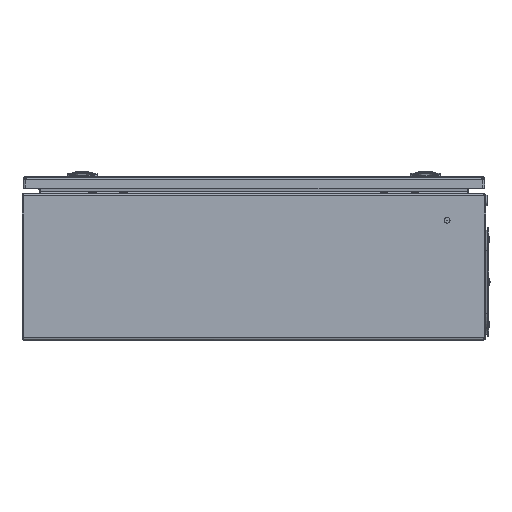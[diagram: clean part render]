
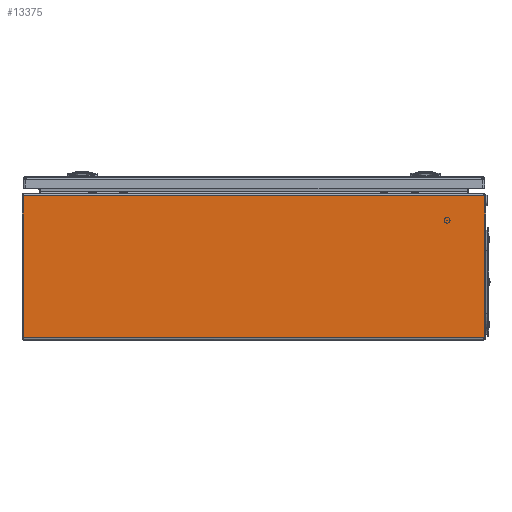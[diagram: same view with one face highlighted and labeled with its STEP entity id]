
A CAD part, left-side view. The second image highlights one B-rep face of the part: STEP entity #13375.
In plain terms, the highlighted planar face has unit normal (-1, 0, 0).
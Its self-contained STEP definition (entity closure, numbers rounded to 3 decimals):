
#13258 = VERTEX_POINT ( 'NONE', #45798 ) ;
#13261 = EDGE_CURVE ( 'NONE', #13386, #13258, #45797, .T. ) ;
#13328 = ORIENTED_EDGE ( 'NONE', *, *, #13329, .T. ) ;
#13329 = EDGE_CURVE ( 'NONE', #13330, #13386, #45855, .T. ) ;
#13330 = VERTEX_POINT ( 'NONE', #45916 ) ;
#13332 = ORIENTED_EDGE ( 'NONE', *, *, #13261, .T. ) ;
#13334 = ORIENTED_EDGE ( 'NONE', *, *, #13335, .T. ) ;
#13335 = EDGE_CURVE ( 'NONE', #13258, #13364, #45915, .T. ) ;
#13337 = ORIENTED_EDGE ( 'NONE', *, *, #13363, .T. ) ;
#13339 = ORIENTED_EDGE ( 'NONE', *, *, #13341, .T. ) ;
#13341 = EDGE_CURVE ( 'NONE', #13358, #13342, #45911, .T. ) ;
#13342 = VERTEX_POINT ( 'NONE', #45906 ) ;
#13343 = ORIENTED_EDGE ( 'NONE', *, *, #13345, .T. ) ;
#13345 = EDGE_CURVE ( 'NONE', #13342, #13330, #45905, .T. ) ;
#13358 = VERTEX_POINT ( 'NONE', #45884 ) ;
#13363 = EDGE_CURVE ( 'NONE', #13364, #13358, #45946, .T. ) ;
#13364 = VERTEX_POINT ( 'NONE', #45942 ) ;
#13375 = ADVANCED_FACE ( 'NONE', ( #45932 ), #45931, .T. ) ;
#13377 = EDGE_LOOP ( 'NONE', ( #13328, #13332, #13334, #13337, #13339, #13343 ) ) ;
#13386 = VERTEX_POINT ( 'NONE', #45976 ) ;
#45794 = DIRECTION ( 'NONE',  ( 0., 0., -1. ) ) ;
#45795 = VECTOR ( 'NONE', #45794, 1000. ) ;
#45796 = CARTESIAN_POINT ( 'NONE',  ( -300., 298.499, 188.5 ) ) ;
#45797 = LINE ( 'NONE', #45796, #45795 ) ;
#45798 = CARTESIAN_POINT ( 'NONE',  ( -300., 298.499, 3. ) ) ;
#45851 = DIRECTION ( 'NONE',  ( 0., -1., 0. ) ) ;
#45852 = DIRECTION ( 'NONE',  ( -1., 0., 0. ) ) ;
#45853 = CARTESIAN_POINT ( 'NONE',  ( -300., 293.499, 186.502 ) ) ;
#45854 = AXIS2_PLACEMENT_3D ( 'NONE', #45853, #45852, #45851 ) ;
#45855 = CIRCLE ( 'NONE', #45854, 5. ) ;
#45884 = CARTESIAN_POINT ( 'NONE',  ( -300., -298.499, 186.502 ) ) ;
#45902 = DIRECTION ( 'NONE',  ( 0., 1., 0. ) ) ;
#45903 = VECTOR ( 'NONE', #45902, 1000. ) ;
#45904 = CARTESIAN_POINT ( 'NONE',  ( -300., -3283.492, 187. ) ) ;
#45905 = LINE ( 'NONE', #45904, #45903 ) ;
#45906 = CARTESIAN_POINT ( 'NONE',  ( -300., -298.474, 187. ) ) ;
#45907 = DIRECTION ( 'NONE',  ( 0., -1., 0. ) ) ;
#45908 = DIRECTION ( 'NONE',  ( -1., 0., 0. ) ) ;
#45909 = CARTESIAN_POINT ( 'NONE',  ( -300., -293.499, 186.502 ) ) ;
#45910 = AXIS2_PLACEMENT_3D ( 'NONE', #45909, #45908, #45907 ) ;
#45911 = CIRCLE ( 'NONE', #45910, 5. ) ;
#45912 = DIRECTION ( 'NONE',  ( 0., -1., 0. ) ) ;
#45913 = VECTOR ( 'NONE', #45912, 1000. ) ;
#45914 = CARTESIAN_POINT ( 'NONE',  ( -300., 3283.5, 3. ) ) ;
#45915 = LINE ( 'NONE', #45914, #45913 ) ;
#45916 = CARTESIAN_POINT ( 'NONE',  ( -300., 298.474, 187. ) ) ;
#45927 = DIRECTION ( 'NONE',  ( 0., 0., -1. ) ) ;
#45928 = DIRECTION ( 'NONE',  ( -1., 0., 0. ) ) ;
#45929 = CARTESIAN_POINT ( 'NONE',  ( -300., 3283.5, 188.5 ) ) ;
#45930 = AXIS2_PLACEMENT_3D ( 'NONE', #45929, #45928, #45927 ) ;
#45931 = PLANE ( 'NONE',  #45930 ) ;
#45932 = FACE_OUTER_BOUND ( 'NONE', #13377, .T. ) ;
#45942 = CARTESIAN_POINT ( 'NONE',  ( -300., -298.499, 3. ) ) ;
#45943 = DIRECTION ( 'NONE',  ( 0., 0., 1. ) ) ;
#45944 = VECTOR ( 'NONE', #45943, 1000. ) ;
#45945 = CARTESIAN_POINT ( 'NONE',  ( -300., -298.499, 188.5 ) ) ;
#45946 = LINE ( 'NONE', #45945, #45944 ) ;
#45976 = CARTESIAN_POINT ( 'NONE',  ( -300., 298.499, 186.502 ) ) ;
